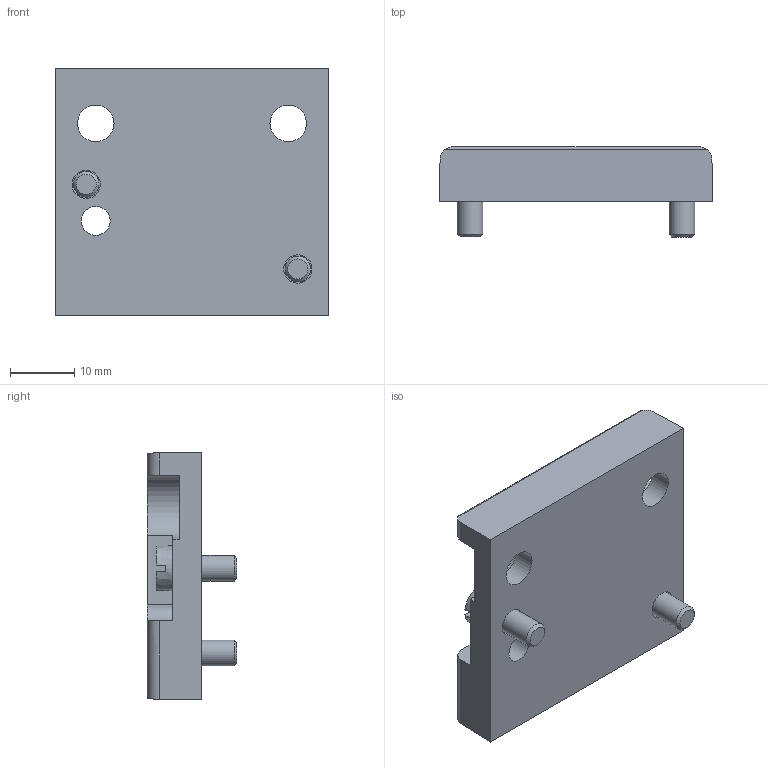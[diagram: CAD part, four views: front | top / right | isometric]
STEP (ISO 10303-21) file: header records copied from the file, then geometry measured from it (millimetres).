
FILE_DESCRIPTION(/* description */ ('STEP AP214'),/* implementation_level */ '2;1');
FILE_NAME(/* name */ '5855_CPL-1_2',/* time_stamp */ '2024-08-06T22:33:04+02:00',/* author */ ('License CC BY-ND 4.0'),/* organization */ ('CADENAS'),/* preprocessor_version */ 'ST-DEVELOPER v19.3',/* originating_system */ 'PARTsolutions',/* authorisation */ ' ');
FILE_SCHEMA (('AUTOMOTIVE_DESIGN {1 0 10303 214 3 1 1}'));
Length unit declared in the file: millimetre
Products named in the file (1): 5855 CPL-1/2
Bounding box: 42.6 x 14 x 38.6 mm (x, y, z)
Volume: 12178.5 mm3; surface area: 5395.2 mm2
Topology: 1 solids, 1 shells, 54 faces, 141 edges, 95 vertices
Faces by surface type: plane 32, cylinder 18, cone 4
Full cylindrical faces by diameter (mm): 4 x2, 4.4 x2, 4.5 x1, 5.7 x2
Entity records: 1610 total; most frequent: CARTESIAN_POINT 302, DIRECTION 266, ORIENTED_EDGE 246, EDGE_CURVE 123, AXIS2_PLACEMENT_3D 100, VERTEX_POINT 88, EDGE_LOOP 77, FACE_BOUND 77
